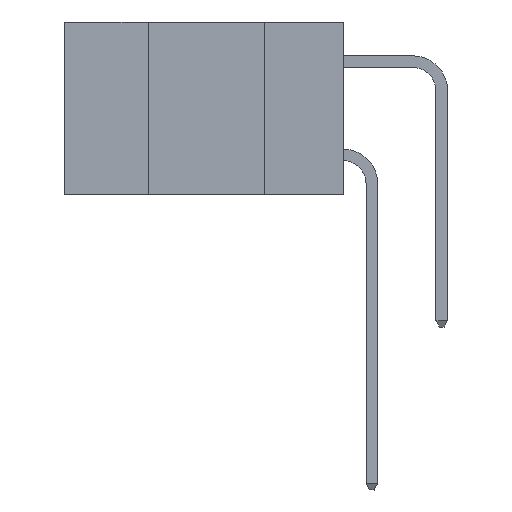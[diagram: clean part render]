
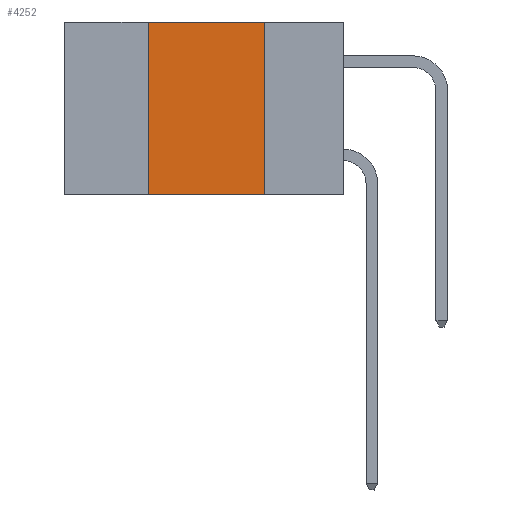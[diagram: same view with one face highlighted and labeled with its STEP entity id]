
A CAD part, left-side view. The second image highlights one B-rep face of the part: STEP entity #4252.
In plain terms, the highlighted planar face has unit normal (-1, 0, 0).
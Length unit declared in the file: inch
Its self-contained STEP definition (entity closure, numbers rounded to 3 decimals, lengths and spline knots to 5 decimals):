
#334 = EDGE_CURVE ( 'NONE', #13027, #4966, #2414, .T. ) ;
#700 = EDGE_LOOP ( 'NONE', ( #5081, #15907, #9209, #9639 ) ) ;
#1792 = VERTEX_POINT ( 'NONE', #14242 ) ;
#2176 = AXIS2_PLACEMENT_3D ( 'NONE', #9231, #7920, #17270 ) ;
#2183 = EDGE_CURVE ( 'NONE', #13027, #1792, #2448, .T. ) ;
#2414 = LINE ( 'NONE', #17567, #12531 ) ;
#2448 = LINE ( 'NONE', #9510, #12983 ) ;
#3090 = EDGE_CURVE ( 'NONE', #4158, #4966, #17299, .T. ) ;
#4158 = VERTEX_POINT ( 'NONE', #13057 ) ;
#4243 = EDGE_CURVE ( 'NONE', #1792, #4158, #6317, .T. ) ;
#4252 = ADVANCED_FACE ( 'NONE', ( #5872 ), #6521, .F. ) ;
#4966 = VERTEX_POINT ( 'NONE', #17584 ) ;
#5081 = ORIENTED_EDGE ( 'NONE', *, *, #3090, .F. ) ;
#5872 = FACE_OUTER_BOUND ( 'NONE', #700, .T. ) ;
#6317 = LINE ( 'NONE', #11945, #9552 ) ;
#6521 = PLANE ( 'NONE',  #2176 ) ;
#6797 = CARTESIAN_POINT ( 'NONE',  ( 0., 0.17, 0. ) ) ;
#6864 = DIRECTION ( 'NONE',  ( 0., 0., -1. ) ) ;
#7920 = DIRECTION ( 'NONE',  ( 1., 0., 0. ) ) ;
#9209 = ORIENTED_EDGE ( 'NONE', *, *, #2183, .F. ) ;
#9231 = CARTESIAN_POINT ( 'NONE',  ( 0., 0.6, 0. ) ) ;
#9494 = CARTESIAN_POINT ( 'NONE',  ( 0., 0.42, -0.37 ) ) ;
#9510 = CARTESIAN_POINT ( 'NONE',  ( 0., 0.42, 0. ) ) ;
#9552 = VECTOR ( 'NONE', #10597, 39.37008 ) ;
#9639 = ORIENTED_EDGE ( 'NONE', *, *, #334, .T. ) ;
#10597 = DIRECTION ( 'NONE',  ( 0., -1., 0. ) ) ;
#10841 = DIRECTION ( 'NONE',  ( 0., -1., 0. ) ) ;
#11945 = CARTESIAN_POINT ( 'NONE',  ( 0., 0.6, 0. ) ) ;
#12531 = VECTOR ( 'NONE', #10841, 39.37008 ) ;
#12983 = VECTOR ( 'NONE', #17028, 39.37008 ) ;
#13027 = VERTEX_POINT ( 'NONE', #9494 ) ;
#13057 = CARTESIAN_POINT ( 'NONE',  ( 0., 0.17, 0. ) ) ;
#13388 = VECTOR ( 'NONE', #6864, 39.37008 ) ;
#14242 = CARTESIAN_POINT ( 'NONE',  ( 0., 0.42, 0. ) ) ;
#15907 = ORIENTED_EDGE ( 'NONE', *, *, #4243, .F. ) ;
#17028 = DIRECTION ( 'NONE',  ( 0., 0., 1. ) ) ;
#17270 = DIRECTION ( 'NONE',  ( 0., 0., -1. ) ) ;
#17299 = LINE ( 'NONE', #6797, #13388 ) ;
#17567 = CARTESIAN_POINT ( 'NONE',  ( 0., 0.6, -0.37 ) ) ;
#17584 = CARTESIAN_POINT ( 'NONE',  ( 0., 0.17, -0.37 ) ) ;
